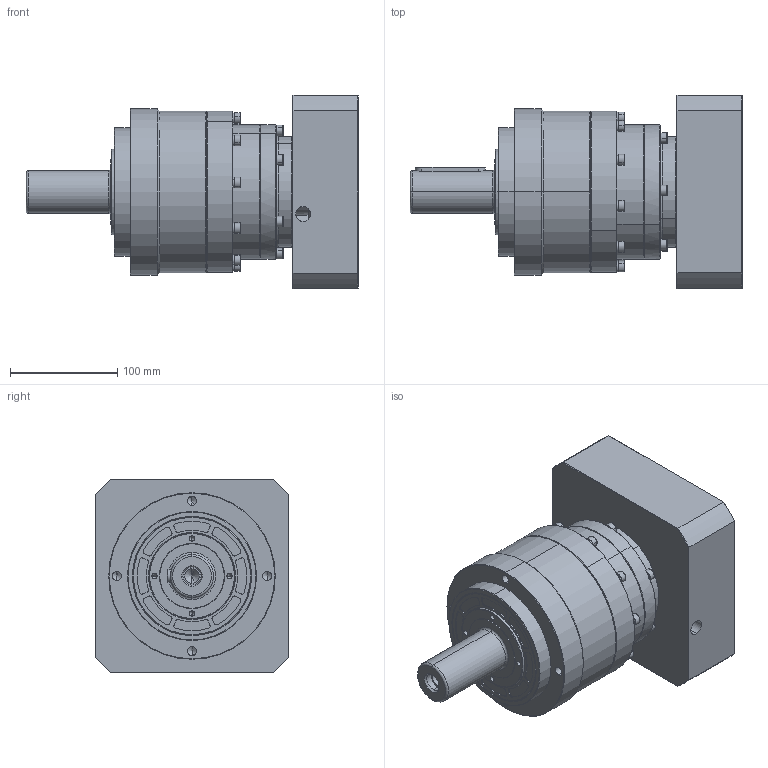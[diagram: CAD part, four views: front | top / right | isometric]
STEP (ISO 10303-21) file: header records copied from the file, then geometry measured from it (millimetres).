
FILE_DESCRIPTION (( 'STEP AP203' ), '1' );
FILE_NAME ('KE155L2-114.3-35-82.5-M12-200俋倛芞.STEP', '2022-11-09T03:39:27', ( 'PC' ), ( 'Microsoft' ), 'SwSTEP 2.0', 'SolidWorks 2016', '' );
FILE_SCHEMA (( 'CONFIG_CONTROL_DESIGN' ));
Length unit declared in the file: millimetre
Products named in the file (12): hex socket set screws with flat point gb_GB_FASTENER_SCREWS_HSFP M16X16-N; 一级齿圈加出轴KE155外形图; hexagon socket head cap screws gb_GB_FASTENER_SCREWS_HSHCS M8X25-N; 二级齿圈KD140外形图; 一级整体太阳轮带夹套外形图 KB115-D35; 笢潔楊擘 KS115 俋倛芞; 萇儂楊擘 AKB115 D114.3-M12-200F180H61; KE155L2-114.3-35-82.5-M12-200俋倛芞; spring lock washers--normal type gb_GB_FASTENER_WASHER_SW 6; hexagon socket head cap screws gb_GB_FASTENER_SCREWS_HSHCS M6X35-N; hexagon socket head cap screws gb_GB_FASTENER_SCREWS_HSHCS M6X25-N; hexagon socket head cap screws gb_GB_FASTENER_SCREWS_HSHCS M6X20-N
Assembly tree (51 placements, depth 2):
  KE155L2-114.3-35-82.5-M12-200俋倛芞
    一级齿圈加出轴KE155外形图
    二级齿圈KD140外形图
    笢潔楊擘 KS115 俋倛芞
    萇儂楊擘 AKB115 D114.3-M12-200F180H61
    spring lock washers--normal type gb_GB_FASTENER_WASHER_SW 6  x22
    hexagon socket head cap screws gb_GB_FASTENER_SCREWS_HSHCS M6X35-N  x10
    hexagon socket head cap screws gb_GB_FASTENER_SCREWS_HSHCS M6X25-N  x6
    hexagon socket head cap screws gb_GB_FASTENER_SCREWS_HSHCS M6X20-N  x6
    hex socket set screws with flat point gb_GB_FASTENER_SCREWS_HSFP M16X16-N
    hexagon socket head cap screws gb_GB_FASTENER_SCREWS_HSHCS M8X25-N
    一级整体太阳轮带夹套外形图 KB115-D35
Bounding box: 309 x 180 x 180 mm (x, y, z)
Volume: 4052596.8 mm3; surface area: 376023.8 mm2
Topology: 52 solids, 52 shells, 1361 faces, 3265 edges, 2004 vertices
Faces by surface type: plane 591, cylinder 483, cone 235, torus 52
Entity records: 23159 total; most frequent: CARTESIAN_POINT 4201, DIRECTION 3773, ORIENTED_EDGE 3274, EDGE_CURVE 1637, AXIS2_PLACEMENT_3D 1501, VERTEX_POINT 1041, EDGE_LOOP 788, CIRCLE 771
